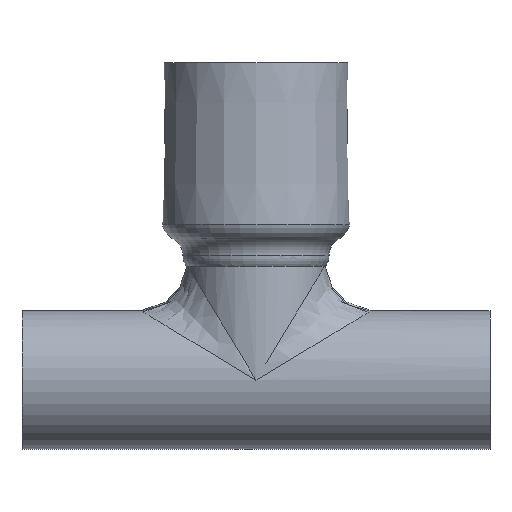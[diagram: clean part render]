
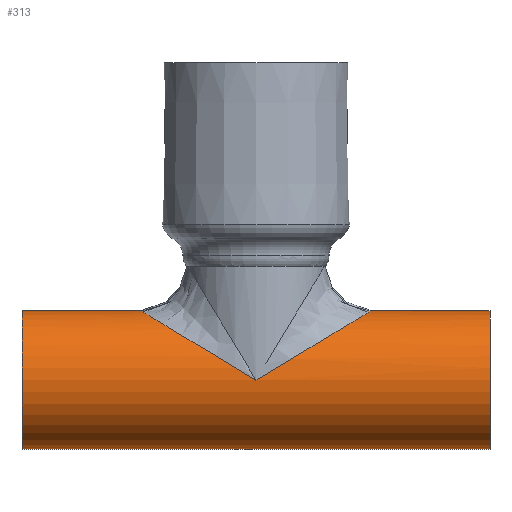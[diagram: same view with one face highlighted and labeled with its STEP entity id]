
A CAD part, left-side view. The second image highlights one B-rep face of the part: STEP entity #313.
In plain terms, the highlighted cylindrical face has radius 8.3 mm (diameter 16.6 mm), a full revolution.
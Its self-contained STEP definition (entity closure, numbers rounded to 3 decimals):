
#36=ELLIPSE('',#359,16.104,8.3);
#38=ELLIPSE('',#364,16.104,8.3);
#43=CYLINDRICAL_SURFACE('',#361,8.3);
#54=FACE_OUTER_BOUND('',#74,.T.);
#74=EDGE_LOOP('',(#239,#240,#241,#242,#243,#244,#245,#246));
#93=LINE('',#776,#102);
#94=LINE('',#778,#103);
#102=VECTOR('',#443,8.3);
#103=VECTOR('',#444,8.3);
#118=CIRCLE('',#362,8.3);
#119=CIRCLE('',#363,8.3);
#147=VERTEX_POINT('',#768);
#148=VERTEX_POINT('',#770);
#149=VERTEX_POINT('',#774);
#150=VERTEX_POINT('',#777);
#181=EDGE_CURVE('',#147,#148,#36,.T.);
#183=EDGE_CURVE('',#149,#149,#118,.T.);
#184=EDGE_CURVE('',#149,#148,#93,.T.);
#185=EDGE_CURVE('',#148,#150,#94,.T.);
#186=EDGE_CURVE('',#150,#150,#119,.T.);
#187=EDGE_CURVE('',#148,#147,#38,.T.);
#239=ORIENTED_EDGE('',*,*,#183,.F.);
#240=ORIENTED_EDGE('',*,*,#184,.T.);
#241=ORIENTED_EDGE('',*,*,#185,.T.);
#242=ORIENTED_EDGE('',*,*,#186,.F.);
#243=ORIENTED_EDGE('',*,*,#185,.F.);
#244=ORIENTED_EDGE('',*,*,#181,.F.);
#245=ORIENTED_EDGE('',*,*,#187,.F.);
#246=ORIENTED_EDGE('',*,*,#184,.F.);
#313=ADVANCED_FACE('',(#54),#43,.T.);
#359=AXIS2_PLACEMENT_3D('',#771,#435,#436);
#361=AXIS2_PLACEMENT_3D('',#773,#439,#440);
#362=AXIS2_PLACEMENT_3D('',#775,#441,#442);
#363=AXIS2_PLACEMENT_3D('',#779,#445,#446);
#364=AXIS2_PLACEMENT_3D('',#780,#447,#448);
#435=DIRECTION('center_axis',(0.,-0.515,0.857));
#436=DIRECTION('ref_axis',(0.,0.857,0.515));
#439=DIRECTION('center_axis',(0.,-1.,0.));
#440=DIRECTION('ref_axis',(1.,0.,0.));
#441=DIRECTION('center_axis',(0.,-1.,0.));
#442=DIRECTION('ref_axis',(1.,0.,0.));
#443=DIRECTION('',(0.,1.,0.));
#444=DIRECTION('',(0.,1.,0.));
#445=DIRECTION('center_axis',(0.,1.,0.));
#446=DIRECTION('ref_axis',(1.,0.,0.));
#447=DIRECTION('center_axis',(0.,0.515,0.857));
#448=DIRECTION('ref_axis',(0.,-0.857,0.515));
#768=CARTESIAN_POINT('',(8.3,0.,-18.6));
#770=CARTESIAN_POINT('',(-8.3,0.,-18.6));
#771=CARTESIAN_POINT('Origin',(0.,0.,-18.6));
#773=CARTESIAN_POINT('Origin',(0.,0.,-18.6));
#774=CARTESIAN_POINT('',(-8.3,-28.,-18.6));
#775=CARTESIAN_POINT('Origin',(0.,-28.,-18.6));
#776=CARTESIAN_POINT('',(-8.3,0.,-18.6));
#777=CARTESIAN_POINT('',(-8.3,28.,-18.6));
#778=CARTESIAN_POINT('',(-8.3,0.,-18.6));
#779=CARTESIAN_POINT('Origin',(0.,28.,-18.6));
#780=CARTESIAN_POINT('Origin',(0.,0.,-18.6));
